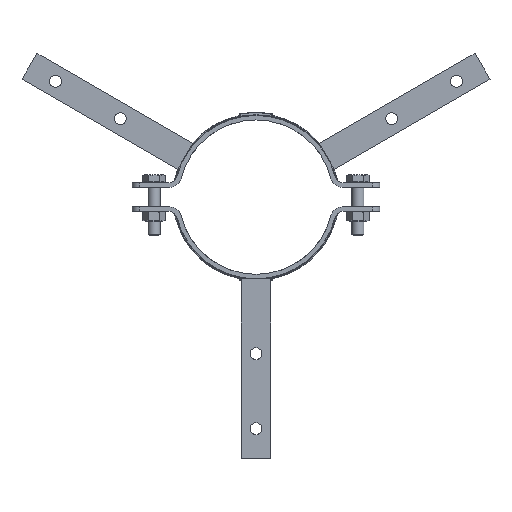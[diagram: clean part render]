
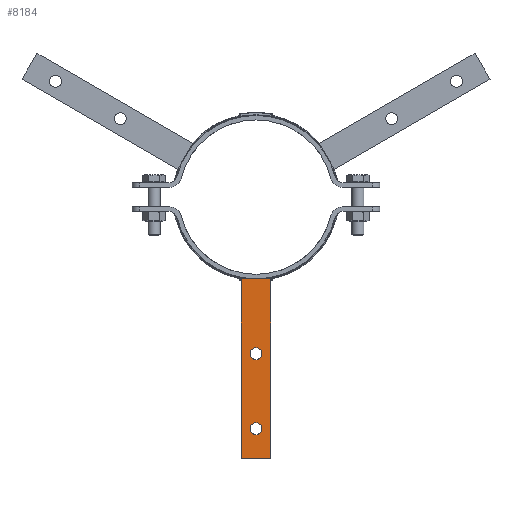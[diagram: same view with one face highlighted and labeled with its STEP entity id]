
A CAD part, front view. The second image highlights one B-rep face of the part: STEP entity #8184.
In plain terms, the highlighted planar face has unit normal (0, -1, 0).
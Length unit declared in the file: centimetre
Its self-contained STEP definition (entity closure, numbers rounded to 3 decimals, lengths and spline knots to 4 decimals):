
#100=FACE_BOUND('',#2139,.T.);
#101=FACE_BOUND('',#2140,.T.);
#178=PLANE('',#9082);
#580=LINE('',#20340,#922);
#583=LINE('',#20346,#925);
#586=LINE('',#20352,#928);
#589=LINE('',#20356,#931);
#922=VECTOR('',#11062,1.);
#925=VECTOR('',#11067,1.);
#928=VECTOR('',#11072,1.);
#931=VECTOR('',#11077,1.);
#1596=FACE_OUTER_BOUND('',#2138,.T.);
#2138=EDGE_LOOP('',(#7188,#7189,#7190,#7191));
#2139=EDGE_LOOP('',(#7192));
#2140=EDGE_LOOP('',(#7193));
#3070=CIRCLE('',#9073,4.);
#3072=CIRCLE('',#9076,4.);
#3732=VERTEX_POINT('',#20322);
#3734=VERTEX_POINT('',#20328);
#3738=VERTEX_POINT('',#20337);
#3739=VERTEX_POINT('',#20339);
#3741=VERTEX_POINT('',#20345);
#3743=VERTEX_POINT('',#20351);
#4894=EDGE_CURVE('',#3732,#3732,#3070,.T.);
#4897=EDGE_CURVE('',#3734,#3734,#3072,.T.);
#4902=EDGE_CURVE('',#3739,#3738,#580,.T.);
#4905=EDGE_CURVE('',#3741,#3739,#583,.T.);
#4908=EDGE_CURVE('',#3743,#3741,#586,.T.);
#4911=EDGE_CURVE('',#3738,#3743,#589,.T.);
#7188=ORIENTED_EDGE('',*,*,#4911,.T.);
#7189=ORIENTED_EDGE('',*,*,#4908,.T.);
#7190=ORIENTED_EDGE('',*,*,#4905,.T.);
#7191=ORIENTED_EDGE('',*,*,#4902,.T.);
#7192=ORIENTED_EDGE('',*,*,#4897,.T.);
#7193=ORIENTED_EDGE('',*,*,#4894,.T.);
#8184=ADVANCED_FACE('',(#1596,#100,#101),#178,.T.);
#9073=AXIS2_PLACEMENT_3D('',#20323,#11046,#11047);
#9076=AXIS2_PLACEMENT_3D('',#20329,#11053,#11054);
#9082=AXIS2_PLACEMENT_3D('',#20357,#11078,#11079);
#11046=DIRECTION('center_axis',(0.,1.,0.));
#11047=DIRECTION('ref_axis',(-1.,0.,0.));
#11053=DIRECTION('center_axis',(0.,1.,0.));
#11054=DIRECTION('ref_axis',(1.,0.,0.));
#11062=DIRECTION('',(0.,0.,1.));
#11067=DIRECTION('',(1.,0.,0.));
#11072=DIRECTION('',(0.,0.,-1.));
#11077=DIRECTION('',(-1.,0.,0.));
#11078=DIRECTION('center_axis',(0.,-1.,0.));
#11079=DIRECTION('ref_axis',(-1.,0.,0.));
#20322=CARTESIAN_POINT('',(484.2821,71.2232,-65.2051));
#20323=CARTESIAN_POINT('Origin',(480.2821,71.2232,-65.2051));
#20328=CARTESIAN_POINT('',(476.2821,71.2232,-115.2051));
#20329=CARTESIAN_POINT('Origin',(480.2821,71.2232,-115.2051));
#20337=CARTESIAN_POINT('',(490.2821,71.2232,-15.2051));
#20339=CARTESIAN_POINT('',(490.2821,71.2232,-135.2051));
#20340=CARTESIAN_POINT('',(490.2821,71.2232,-135.2051));
#20345=CARTESIAN_POINT('',(470.2821,71.2232,-135.2051));
#20346=CARTESIAN_POINT('',(470.2821,71.2232,-135.2051));
#20351=CARTESIAN_POINT('',(470.2821,71.2232,-15.2051));
#20352=CARTESIAN_POINT('',(470.2821,71.2232,-15.2051));
#20356=CARTESIAN_POINT('',(490.2821,71.2232,-15.2051));
#20357=CARTESIAN_POINT('Origin',(480.2821,71.2232,-75.2051));
